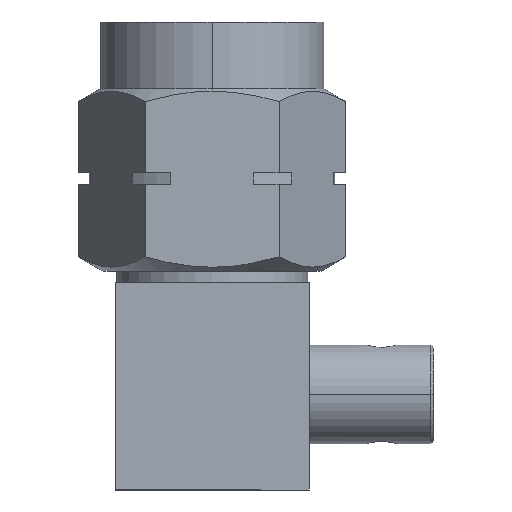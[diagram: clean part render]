
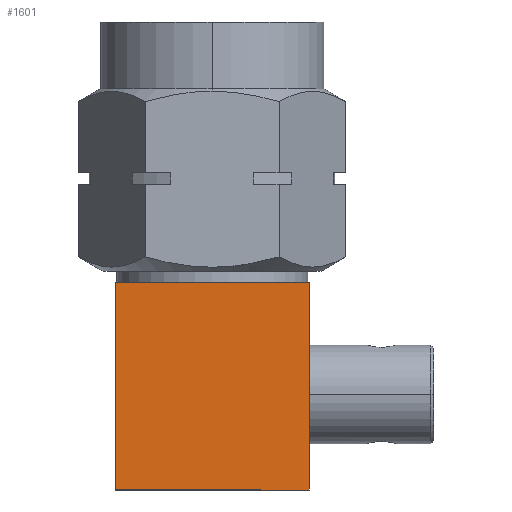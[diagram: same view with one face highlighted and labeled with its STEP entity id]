
A CAD part, left-side view. The second image highlights one B-rep face of the part: STEP entity #1601.
In plain terms, the highlighted planar face has unit normal (-1, 0, 0).
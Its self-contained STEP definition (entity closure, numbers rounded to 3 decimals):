
#129 = ORIENTED_EDGE ( 'NONE', *, *, #888, .T. ) ;
#230 = VECTOR ( 'NONE', #4342, 1000. ) ;
#287 = VERTEX_POINT ( 'NONE', #2949 ) ;
#317 = VERTEX_POINT ( 'NONE', #749 ) ;
#326 = LINE ( 'NONE', #1111, #4419 ) ;
#345 = VECTOR ( 'NONE', #1982, 1000. ) ;
#501 = LINE ( 'NONE', #4418, #2805 ) ;
#609 = CARTESIAN_POINT ( 'NONE',  ( -3.35, -3.35, -16.15 ) ) ;
#749 = CARTESIAN_POINT ( 'NONE',  ( -3.35, 3.35, -16.15 ) ) ;
#888 = EDGE_CURVE ( 'NONE', #317, #1606, #4227, .T. ) ;
#939 = EDGE_CURVE ( 'NONE', #317, #2100, #2349, .T. ) ;
#1111 = CARTESIAN_POINT ( 'NONE',  ( -3.35, 8.5, -9. ) ) ;
#1250 = EDGE_CURVE ( 'NONE', #1606, #287, #501, .T. ) ;
#1307 = CARTESIAN_POINT ( 'NONE',  ( -3.35, -3.35, -22.85 ) ) ;
#1557 = ORIENTED_EDGE ( 'NONE', *, *, #1250, .T. ) ;
#1601 = ADVANCED_FACE ( 'NONE', ( #3948 ), #2325, .F. ) ;
#1606 = VERTEX_POINT ( 'NONE', #609 ) ;
#1982 = DIRECTION ( 'NONE',  ( 0., -1., 0. ) ) ;
#1990 = ORIENTED_EDGE ( 'NONE', *, *, #939, .F. ) ;
#2100 = VERTEX_POINT ( 'NONE', #4190 ) ;
#2276 = DIRECTION ( 'NONE',  ( 0., 0., 1. ) ) ;
#2290 = CARTESIAN_POINT ( 'NONE',  ( -3.35, 3.35, -22.85 ) ) ;
#2325 = PLANE ( 'NONE',  #2714 ) ;
#2337 = EDGE_CURVE ( 'NONE', #287, #2100, #326, .T. ) ;
#2349 = LINE ( 'NONE', #2290, #230 ) ;
#2714 = AXIS2_PLACEMENT_3D ( 'NONE', #1307, #4188, #3493 ) ;
#2730 = CARTESIAN_POINT ( 'NONE',  ( -3.35, 2.5, -16.15 ) ) ;
#2805 = VECTOR ( 'NONE', #2276, 1000. ) ;
#2949 = CARTESIAN_POINT ( 'NONE',  ( -3.35, -3.35, -9. ) ) ;
#3493 = DIRECTION ( 'NONE',  ( 0., -1., 0. ) ) ;
#3588 = DIRECTION ( 'NONE',  ( 0., 1., 0. ) ) ;
#3721 = EDGE_LOOP ( 'NONE', ( #129, #1557, #3898, #1990 ) ) ;
#3898 = ORIENTED_EDGE ( 'NONE', *, *, #2337, .T. ) ;
#3948 = FACE_OUTER_BOUND ( 'NONE', #3721, .T. ) ;
#4188 = DIRECTION ( 'NONE',  ( 1., 0., 0. ) ) ;
#4190 = CARTESIAN_POINT ( 'NONE',  ( -3.35, 3.35, -9. ) ) ;
#4227 = LINE ( 'NONE', #2730, #345 ) ;
#4342 = DIRECTION ( 'NONE',  ( 0., 0., 1. ) ) ;
#4418 = CARTESIAN_POINT ( 'NONE',  ( -3.35, -3.35, -22.85 ) ) ;
#4419 = VECTOR ( 'NONE', #3588, 1000. ) ;
